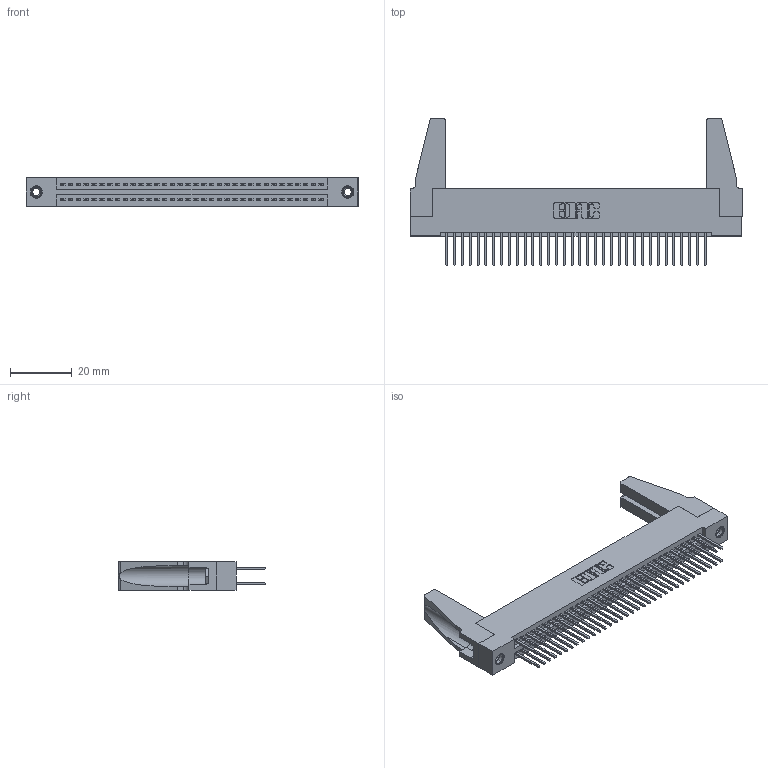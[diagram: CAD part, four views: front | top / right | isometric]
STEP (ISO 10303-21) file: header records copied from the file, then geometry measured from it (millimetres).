
FILE_DESCRIPTION (( 'STEP AP203' ), '1' );
FILE_NAME ('345-068-523-288.STEP', '2019-10-30T19:53:59', ( '' ), ( '' ), 'SwSTEP 2.0', 'SolidWorks 2016', '' );
FILE_SCHEMA (( 'CONFIG_CONTROL_DESIGN' ));
Length unit declared in the file: inch
Products named in the file (5): 345-220-078_345-220-088; 345-292-001_345-293-123; 345-068-523-288; 345 Part_Flush Mounting Lugs - 0.156 Dia-TH; 345-250-001_345-250-001-102
Assembly tree (73 placements, depth 2):
  345-068-523-288
    345 Part_Flush Mounting Lugs - 0.156 Dia-TH
    345-292-001_345-293-123  x68
    345-250-001_345-250-001-102  x2
    345-220-078_345-220-088  x2
Bounding box: 107.59 x 47.68 x 9.4 mm (x, y, z)
Volume: 13769.4 mm3; surface area: 19138.2 mm2
Topology: 73 solids, 73 shells, 3650 faces, 10787 edges, 7090 vertices
Faces by surface type: plane 2396, cylinder 1238, cone 12, torus 4
Entity records: 29920 total; most frequent: CARTESIAN_POINT 5018, ORIENTED_EDGE 4912, DIRECTION 4440, EDGE_CURVE 2456, LINE 2146, VECTOR 2146, VERTEX_POINT 1630, AXIS2_PLACEMENT_3D 1147
